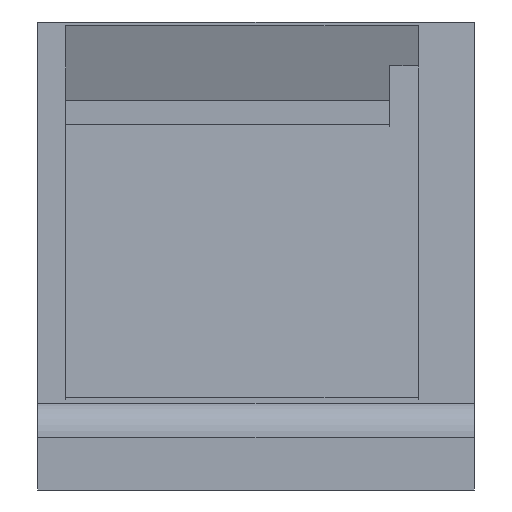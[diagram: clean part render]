
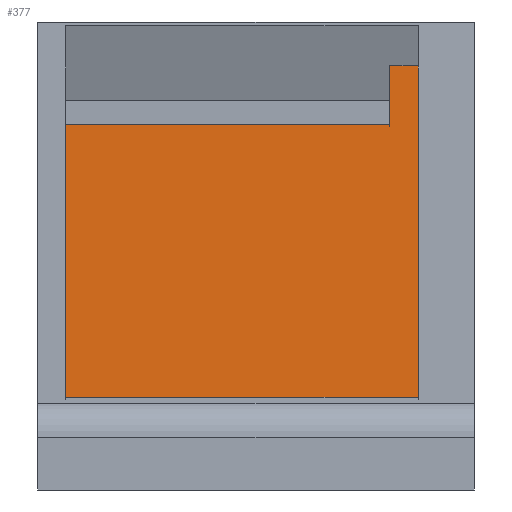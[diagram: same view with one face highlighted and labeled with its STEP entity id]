
A CAD part, front view. The second image highlights one B-rep face of the part: STEP entity #377.
In plain terms, the highlighted planar face has unit normal (0, -0.342, 0.94).
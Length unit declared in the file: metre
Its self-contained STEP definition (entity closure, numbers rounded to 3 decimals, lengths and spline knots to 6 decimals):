
#27=ORIENTED_EDGE('',*,*,#135,.F.);
#28=ORIENTED_EDGE('',*,*,#136,.T.);
#29=ORIENTED_EDGE('',*,*,#137,.T.);
#30=ORIENTED_EDGE('',*,*,#138,.F.);
#31=ORIENTED_EDGE('',*,*,#131,.F.);
#32=ORIENTED_EDGE('',*,*,#139,.F.);
#131=EDGE_CURVE('',#185,#186,#221,.T.);
#135=EDGE_CURVE('',#189,#190,#225,.T.);
#136=EDGE_CURVE('',#189,#191,#226,.T.);
#137=EDGE_CURVE('',#191,#192,#227,.T.);
#138=EDGE_CURVE('',#186,#192,#228,.T.);
#139=EDGE_CURVE('',#190,#185,#229,.T.);
#185=VERTEX_POINT('',#543);
#186=VERTEX_POINT('',#545);
#189=VERTEX_POINT('',#553);
#190=VERTEX_POINT('',#554);
#191=VERTEX_POINT('',#556);
#192=VERTEX_POINT('',#558);
#221=LINE('',#544,#269);
#225=LINE('',#552,#273);
#226=LINE('',#555,#274);
#227=LINE('',#557,#275);
#228=LINE('',#559,#276);
#229=LINE('',#560,#277);
#269=VECTOR('',#441,1.);
#273=VECTOR('',#447,1.);
#274=VECTOR('',#448,1.);
#275=VECTOR('',#449,1.);
#276=VECTOR('',#450,1.);
#277=VECTOR('',#451,1.);
#316=EDGE_LOOP('',(#27,#28,#29,#30,#31,#32));
#338=FACE_BOUND('',#316,.T.);
#360=PLANE('',#410);
#377=ADVANCED_FACE('',(#338),#360,.T.);
#410=AXIS2_PLACEMENT_3D('',#551,#445,#446);
#441=DIRECTION('',(1.,0.,0.));
#445=DIRECTION('',(0.,-0.342,0.94));
#446=DIRECTION('',(1.,0.,0.));
#447=DIRECTION('',(1.,0.,0.));
#448=DIRECTION('',(0.,-0.94,-0.342));
#449=DIRECTION('',(1.,0.,0.));
#450=DIRECTION('',(0.,-0.94,-0.342));
#451=DIRECTION('',(0.,0.94,0.342));
#543=CARTESIAN_POINT('',(0.0735,0.038957,0.01505));
#544=CARTESIAN_POINT('',(0.0735,0.038957,0.01505));
#545=CARTESIAN_POINT('',(0.0745,0.038957,0.01505));
#551=CARTESIAN_POINT('',(0.06875,0.020344,0.008276));
#552=CARTESIAN_POINT('',(0.0765,0.033219,0.012962));
#553=CARTESIAN_POINT('',(0.062,0.033219,0.012962));
#554=CARTESIAN_POINT('',(0.0735,0.033219,0.012962));
#555=CARTESIAN_POINT('',(0.062,0.018284,0.007526));
#556=CARTESIAN_POINT('',(0.062,0.002757,0.001875));
#557=CARTESIAN_POINT('',(0.068,0.002757,0.001875));
#558=CARTESIAN_POINT('',(0.0745,0.002757,0.001875));
#559=CARTESIAN_POINT('',(0.0745,0.018284,0.007526));
#560=CARTESIAN_POINT('',(0.0735,0.036093,0.014008));
